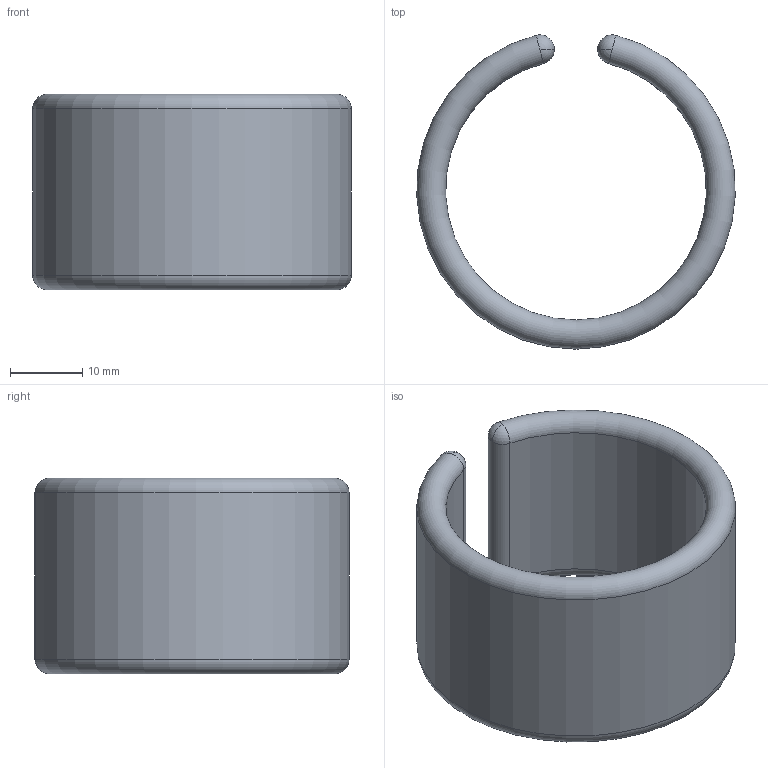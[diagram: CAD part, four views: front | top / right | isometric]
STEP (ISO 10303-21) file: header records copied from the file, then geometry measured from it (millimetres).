
FILE_DESCRIPTION(/* description */ ('Alibre Inc.'),/* implementation_level */ '2;1');
FILE_NAME(/* name */ 'export0',/* time_stamp */ '2015-07-11T13:38:55+12:00',/* author */ (''),/* organization */ (''),/* preprocessor_version */ 'ST-DEVELOPER v14',/* originating_system */ 'Alibre',/* authorisation */ '');
FILE_SCHEMA (('CONFIG_CONTROL_DESIGN'));
Length unit declared in the file: centimetre
Products named in the file (1): MFOAM01
Bounding box: 43.96 x 43.36 x 27 mm (x, y, z)
Volume: 12405.9 mm3; surface area: 7107 mm2
Topology: 1 solids, 1 shells, 14 faces, 36 edges, 16 vertices
Faces by surface type: sphere 8, cylinder 4, torus 2
Entity records: 455 total; most frequent: DIRECTION 78, CARTESIAN_POINT 58, ORIENTED_EDGE 56, AXIS2_PLACEMENT_3D 38, EDGE_CURVE 28, CIRCLE 24, VERTEX_POINT 16, EDGE_LOOP 14
